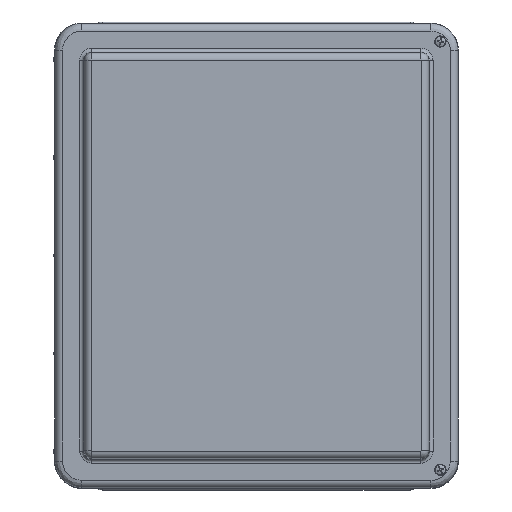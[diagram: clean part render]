
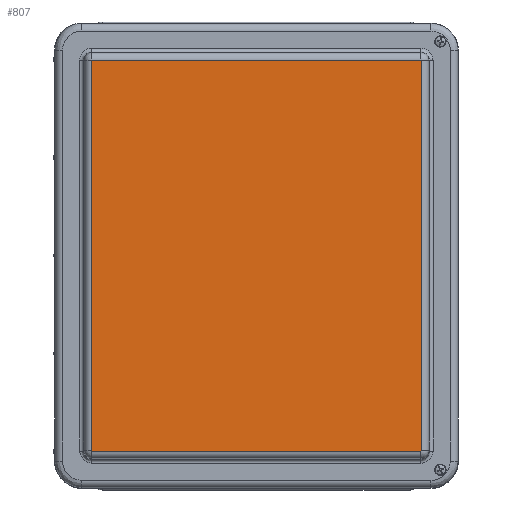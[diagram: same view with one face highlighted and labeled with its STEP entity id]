
A CAD part, top view. The second image highlights one B-rep face of the part: STEP entity #807.
In plain terms, the highlighted planar face has unit normal (0, 0, 1).
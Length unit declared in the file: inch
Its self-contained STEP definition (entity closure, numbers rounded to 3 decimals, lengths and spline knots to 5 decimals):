
#147 = FACE_OUTER_BOUND ( 'NONE', #23304, .T. ) ;
#807 = ADVANCED_FACE ( 'NONE', ( #147 ), #13279, .T. ) ;
#1992 = EDGE_CURVE ( 'NONE', #6608, #14088, #12065, .T. ) ;
#2679 = LINE ( 'NONE', #38996, #28296 ) ;
#3014 = CARTESIAN_POINT ( 'NONE',  ( -5.44769, -6.47379, 1.70276 ) ) ;
#3195 = ORIENTED_EDGE ( 'NONE', *, *, #23607, .T. ) ;
#3379 = CARTESIAN_POINT ( 'NONE',  ( 5.45886, 6.46989, 1.70276 ) ) ;
#3872 = CARTESIAN_POINT ( 'NONE',  ( 5.45886, 3.23494, 1.70276 ) ) ;
#4089 = AXIS2_PLACEMENT_3D ( 'NONE', #12966, #20446, #20118 ) ;
#4186 = DIRECTION ( 'NONE',  ( 0., -1., 0. ) ) ;
#5342 = B_SPLINE_CURVE_WITH_KNOTS ( 'NONE', 3,
 ( #3379, #38428, #35457, #38878, #20776, #10189 ),
 .UNSPECIFIED., .F., .F.,
 ( 4, 2, 4 ),
 ( 0., 0.5, 1. ),
 .UNSPECIFIED. ) ;
#5971 = VECTOR ( 'NONE', #37891, 39.37008 ) ;
#6274 = CARTESIAN_POINT ( 'NONE',  ( -5.44979, -6.47107, 1.70276 ) ) ;
#6376 = CARTESIAN_POINT ( 'NONE',  ( 5.45675, -6.47378, 1.70276 ) ) ;
#6608 = VERTEX_POINT ( 'NONE', #6966 ) ;
#6888 = VERTEX_POINT ( 'NONE', #44797 ) ;
#6966 = CARTESIAN_POINT ( 'NONE',  ( 5.45454, -6.47421, 1.70276 ) ) ;
#7134 = CARTESIAN_POINT ( 'NONE',  ( -5.44979, 6.46988, 1.70276 ) ) ;
#9664 = CARTESIAN_POINT ( 'NONE',  ( -5.44979, -6.46988, 1.70276 ) ) ;
#9821 = CARTESIAN_POINT ( 'NONE',  ( -5.44546, -6.47421, 1.70276 ) ) ;
#10189 = CARTESIAN_POINT ( 'NONE',  ( 5.45454, 6.47421, 1.70276 ) ) ;
#10308 = DIRECTION ( 'NONE',  ( 0., 1., 0. ) ) ;
#12065 = LINE ( 'NONE', #34156, #5971 ) ;
#12178 = CARTESIAN_POINT ( 'NONE',  ( -5.44546, 6.47421, 1.70276 ) ) ;
#12451 = LINE ( 'NONE', #3872, #26404 ) ;
#12966 = CARTESIAN_POINT ( 'NONE',  ( 0.00454, 0., 1.70276 ) ) ;
#13279 = PLANE ( 'NONE',  #4089 ) ;
#14006 = CARTESIAN_POINT ( 'NONE',  ( -5.44665, 6.47421, 1.70276 ) ) ;
#14088 = VERTEX_POINT ( 'NONE', #46214 ) ;
#14155 = CARTESIAN_POINT ( 'NONE',  ( -5.44546, 6.47421, 1.70276 ) ) ;
#16128 = ORIENTED_EDGE ( 'NONE', *, *, #28684, .T. ) ;
#16563 = CARTESIAN_POINT ( 'NONE',  ( 5.45886, -6.46988, 1.70276 ) ) ;
#16745 = CARTESIAN_POINT ( 'NONE',  ( 5.45572, -6.47421, 1.70276 ) ) ;
#17716 = CARTESIAN_POINT ( 'NONE',  ( -5.44768, 6.47378, 1.70276 ) ) ;
#19026 = CARTESIAN_POINT ( 'NONE',  ( 5.45886, 6.46989, 1.70276 ) ) ;
#19932 = B_SPLINE_CURVE_WITH_KNOTS ( 'NONE', 3,
 ( #9664, #6274, #45666, #3014, #42227, #9821 ),
 .UNSPECIFIED., .F., .F.,
 ( 4, 2, 4 ),
 ( 0., 0.5, 1. ),
 .UNSPECIFIED. ) ;
#20118 = DIRECTION ( 'NONE',  ( 1., 0., 0. ) ) ;
#20446 = DIRECTION ( 'NONE',  ( 0., 0., 1. ) ) ;
#20776 = CARTESIAN_POINT ( 'NONE',  ( 5.45574, 6.47421, 1.70276 ) ) ;
#21838 = CARTESIAN_POINT ( 'NONE',  ( -5.44979, -6.46988, 1.70276 ) ) ;
#22788 = EDGE_CURVE ( 'NONE', #27186, #6888, #5342, .T. ) ;
#23304 = EDGE_LOOP ( 'NONE', ( #16128, #32656, #34863, #45755, #38208, #39850, #3195, #26031 ) ) ;
#23311 = CARTESIAN_POINT ( 'NONE',  ( -2.72046, 6.47421, 1.70276 ) ) ;
#23313 = VERTEX_POINT ( 'NONE', #12178 ) ;
#23607 = EDGE_CURVE ( 'NONE', #23313, #42779, #33062, .T. ) ;
#24023 = EDGE_CURVE ( 'NONE', #6608, #33232, #36666, .T. ) ;
#24243 = CARTESIAN_POINT ( 'NONE',  ( 5.45886, -6.46988, 1.70276 ) ) ;
#24761 = CARTESIAN_POINT ( 'NONE',  ( -5.44979, 6.46988, 1.70276 ) ) ;
#26031 = ORIENTED_EDGE ( 'NONE', *, *, #31718, .F. ) ;
#26404 = VECTOR ( 'NONE', #4186, 39.37008 ) ;
#27186 = VERTEX_POINT ( 'NONE', #19026 ) ;
#28296 = VECTOR ( 'NONE', #10308, 39.37008 ) ;
#28684 = EDGE_CURVE ( 'NONE', #44048, #14088, #19932, .T. ) ;
#31718 = EDGE_CURVE ( 'NONE', #44048, #42779, #2679, .T. ) ;
#32656 = ORIENTED_EDGE ( 'NONE', *, *, #1992, .F. ) ;
#33062 = B_SPLINE_CURVE_WITH_KNOTS ( 'NONE', 3,
 ( #14155, #14006, #17716, #42534, #42864, #24761 ),
 .UNSPECIFIED., .F., .F.,
 ( 4, 2, 4 ),
 ( 0., 0.5, 1. ),
 .UNSPECIFIED. ) ;
#33232 = VERTEX_POINT ( 'NONE', #16563 ) ;
#33823 = DIRECTION ( 'NONE',  ( 1., 0., 0. ) ) ;
#34156 = CARTESIAN_POINT ( 'NONE',  ( 2.72954, -6.47421, 1.70276 ) ) ;
#34863 = ORIENTED_EDGE ( 'NONE', *, *, #24023, .T. ) ;
#35052 = CARTESIAN_POINT ( 'NONE',  ( 5.45844, -6.47211, 1.70276 ) ) ;
#35291 = EDGE_CURVE ( 'NONE', #27186, #33232, #12451, .T. ) ;
#35457 = CARTESIAN_POINT ( 'NONE',  ( 5.45843, 6.4721, 1.70276 ) ) ;
#36666 = B_SPLINE_CURVE_WITH_KNOTS ( 'NONE', 3,
 ( #45620, #16745, #6376, #35052, #42023, #24243 ),
 .UNSPECIFIED., .F., .F.,
 ( 4, 2, 4 ),
 ( 0., 0.5, 1. ),
 .UNSPECIFIED. ) ;
#37891 = DIRECTION ( 'NONE',  ( -1., 0., 0. ) ) ;
#38208 = ORIENTED_EDGE ( 'NONE', *, *, #22788, .T. ) ;
#38428 = CARTESIAN_POINT ( 'NONE',  ( 5.45886, 6.47107, 1.70276 ) ) ;
#38878 = CARTESIAN_POINT ( 'NONE',  ( 5.45676, 6.47379, 1.70276 ) ) ;
#38996 = CARTESIAN_POINT ( 'NONE',  ( -5.44979, -3.23494, 1.70276 ) ) ;
#39346 = LINE ( 'NONE', #23311, #41040 ) ;
#39850 = ORIENTED_EDGE ( 'NONE', *, *, #45956, .F. ) ;
#41040 = VECTOR ( 'NONE', #33823, 39.37008 ) ;
#42023 = CARTESIAN_POINT ( 'NONE',  ( 5.45886, -6.47109, 1.70276 ) ) ;
#42227 = CARTESIAN_POINT ( 'NONE',  ( -5.44667, -6.47421, 1.70276 ) ) ;
#42534 = CARTESIAN_POINT ( 'NONE',  ( -5.44937, 6.47211, 1.70276 ) ) ;
#42779 = VERTEX_POINT ( 'NONE', #7134 ) ;
#42864 = CARTESIAN_POINT ( 'NONE',  ( -5.44979, 6.47109, 1.70276 ) ) ;
#44048 = VERTEX_POINT ( 'NONE', #21838 ) ;
#44797 = CARTESIAN_POINT ( 'NONE',  ( 5.45454, 6.47421, 1.70276 ) ) ;
#45620 = CARTESIAN_POINT ( 'NONE',  ( 5.45454, -6.47421, 1.70276 ) ) ;
#45666 = CARTESIAN_POINT ( 'NONE',  ( -5.44936, -6.4721, 1.70276 ) ) ;
#45755 = ORIENTED_EDGE ( 'NONE', *, *, #35291, .F. ) ;
#45956 = EDGE_CURVE ( 'NONE', #23313, #6888, #39346, .T. ) ;
#46214 = CARTESIAN_POINT ( 'NONE',  ( -5.44546, -6.47421, 1.70276 ) ) ;
